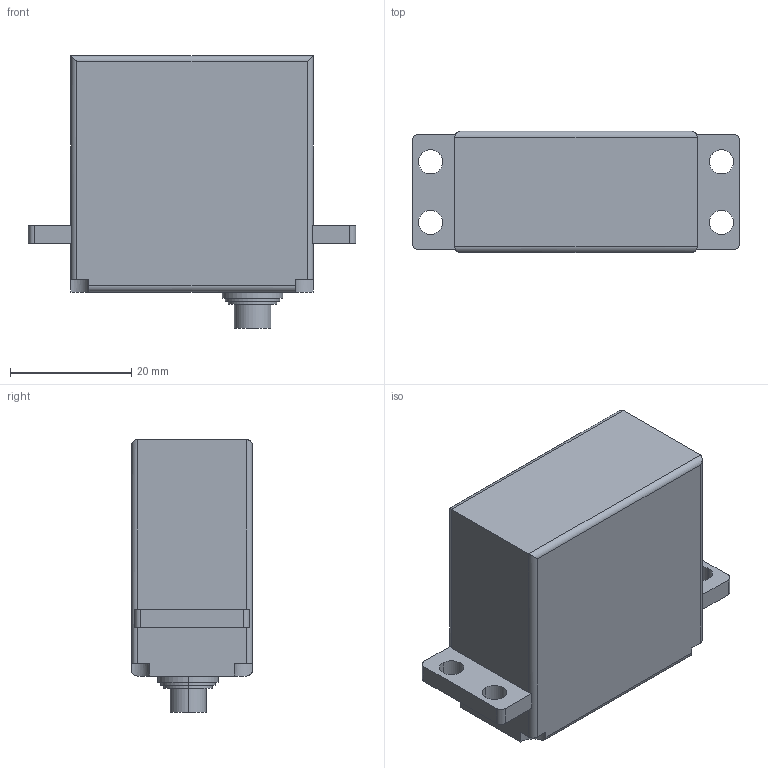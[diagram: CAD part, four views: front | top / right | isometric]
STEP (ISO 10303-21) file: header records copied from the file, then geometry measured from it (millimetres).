
FILE_DESCRIPTION (( 'STEP AP214' ), '1' );
FILE_NAME ('嗆儂.STEP', '2025-09-04T08:21:27', ( '' ), ( '' ), 'SwSTEP 2.0', 'SolidWorks 2024', '' );
FILE_SCHEMA (( 'AUTOMOTIVE_DESIGN' ));
Length unit declared in the file: millimetre
Products named in the file (1): 舵机
Bounding box: 54 x 20 x 45 mm (x, y, z)
Volume: 31973.8 mm3; surface area: 6934.8 mm2
Topology: 1 solids, 1 shells, 58 faces, 152 edges, 100 vertices
Faces by surface type: cylinder 32, plane 26
Entity records: 1871 total; most frequent: CARTESIAN_POINT 359, DIRECTION 322, ORIENTED_EDGE 304, EDGE_CURVE 152, AXIS2_PLACEMENT_3D 119, VERTEX_POINT 100, LINE 84, VECTOR 84
